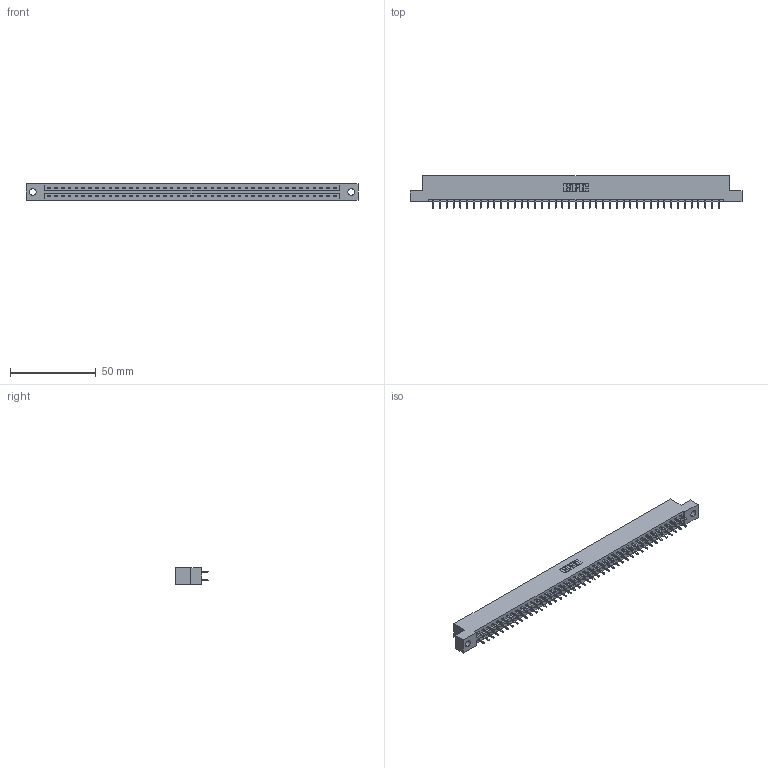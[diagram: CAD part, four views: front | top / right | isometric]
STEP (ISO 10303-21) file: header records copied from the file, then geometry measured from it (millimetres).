
FILE_DESCRIPTION (( 'STEP AP203' ), '1' );
FILE_NAME ('387-086-521-204.STEP', '2019-10-23T02:53:00', ( '' ), ( '' ), 'SwSTEP 2.0', 'SolidWorks 2016', '' );
FILE_SCHEMA (( 'CONFIG_CONTROL_DESIGN' ));
Length unit declared in the file: inch
Products named in the file (3): 337 Part_Flush Mounting Lugs - 0.156 Dia-TH; 345-292-001_345-293-121; 387-086-521-204
Assembly tree (87 placements, depth 2):
  387-086-521-204
    337 Part_Flush Mounting Lugs - 0.156 Dia-TH
    345-292-001_345-293-121  x86
Bounding box: 193.4 x 19.06 x 9.4 mm (x, y, z)
Volume: 20271.9 mm3; surface area: 22469.6 mm2
Topology: 87 solids, 87 shells, 4758 faces, 14157 edges, 9322 vertices
Faces by surface type: plane 3338, cylinder 1420
Entity records: 33231 total; most frequent: CARTESIAN_POINT 5598, ORIENTED_EDGE 5534, DIRECTION 4759, EDGE_CURVE 2767, VECTOR 2639, LINE 2639, VERTEX_POINT 1842, AXIS2_PLACEMENT_3D 1060
